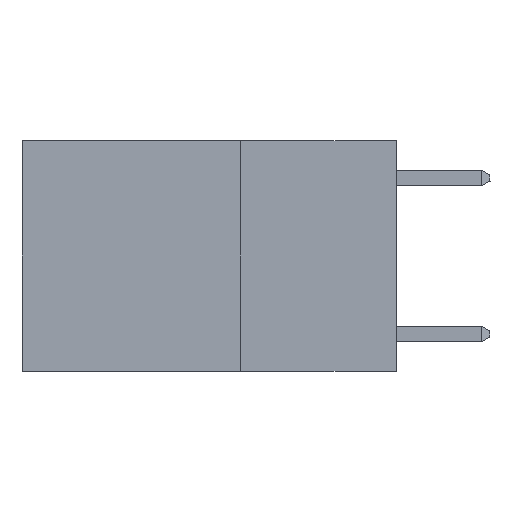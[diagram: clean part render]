
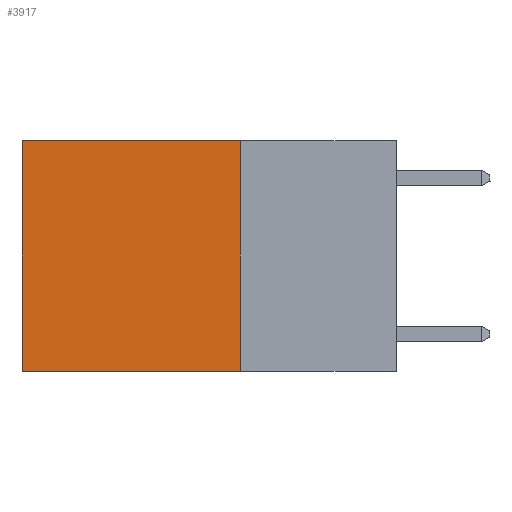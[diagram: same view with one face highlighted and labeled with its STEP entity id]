
A CAD part, left-side view. The second image highlights one B-rep face of the part: STEP entity #3917.
In plain terms, the highlighted planar face has unit normal (-1, 0, 0).
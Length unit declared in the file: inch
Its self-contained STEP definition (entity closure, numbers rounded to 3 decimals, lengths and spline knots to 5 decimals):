
#399 = DIRECTION ( 'NONE',  ( 0., 1., 0. ) ) ;
#735 = CARTESIAN_POINT ( 'NONE',  ( 0.2625, 0.6, -0.37 ) ) ;
#1165 = CARTESIAN_POINT ( 'NONE',  ( 0.2625, 0.6, 0. ) ) ;
#1208 = DIRECTION ( 'NONE',  ( 0., 0., -1. ) ) ;
#1245 = VECTOR ( 'NONE', #7122, 39.37008 ) ;
#1410 = CARTESIAN_POINT ( 'NONE',  ( 0.2625, 0.25, -0.37 ) ) ;
#1509 = CARTESIAN_POINT ( 'NONE',  ( 0.2625, 0.25, 0. ) ) ;
#1615 = ORIENTED_EDGE ( 'NONE', *, *, #7595, .T. ) ;
#2181 = EDGE_CURVE ( 'NONE', #7964, #4857, #2445, .T. ) ;
#2445 = LINE ( 'NONE', #1165, #8289 ) ;
#3159 = LINE ( 'NONE', #1509, #1245 ) ;
#3275 = CARTESIAN_POINT ( 'NONE',  ( 0.2625, 0.25, 0. ) ) ;
#3917 = ADVANCED_FACE ( 'NONE', ( #7037 ), #6659, .F. ) ;
#4857 = VERTEX_POINT ( 'NONE', #735 ) ;
#5529 = EDGE_LOOP ( 'NONE', ( #6656, #8973, #7130, #1615 ) ) ;
#6085 = CARTESIAN_POINT ( 'NONE',  ( 0.2625, 0.25, -0.37 ) ) ;
#6240 = CARTESIAN_POINT ( 'NONE',  ( 0.2625, 0.25, 0. ) ) ;
#6656 = ORIENTED_EDGE ( 'NONE', *, *, #2181, .T. ) ;
#6659 = PLANE ( 'NONE',  #7380 ) ;
#6662 = LINE ( 'NONE', #3275, #8746 ) ;
#6784 = CARTESIAN_POINT ( 'NONE',  ( 0.2625, 0.6, 0. ) ) ;
#6868 = DIRECTION ( 'NONE',  ( 0., 0., -1. ) ) ;
#6891 = DIRECTION ( 'NONE',  ( 1., 0., 0. ) ) ;
#6896 = CARTESIAN_POINT ( 'NONE',  ( 0.2625, 0.25, 0. ) ) ;
#7037 = FACE_OUTER_BOUND ( 'NONE', #5529, .T. ) ;
#7122 = DIRECTION ( 'NONE',  ( 0., 1., 0. ) ) ;
#7130 = ORIENTED_EDGE ( 'NONE', *, *, #7694, .F. ) ;
#7380 = AXIS2_PLACEMENT_3D ( 'NONE', #6896, #6891, #6868 ) ;
#7400 = EDGE_CURVE ( 'NONE', #7531, #4857, #9573, .T. ) ;
#7531 = VERTEX_POINT ( 'NONE', #1410 ) ;
#7595 = EDGE_CURVE ( 'NONE', #8731, #7964, #3159, .T. ) ;
#7694 = EDGE_CURVE ( 'NONE', #8731, #7531, #6662, .T. ) ;
#7964 = VERTEX_POINT ( 'NONE', #6784 ) ;
#8005 = DIRECTION ( 'NONE',  ( 0., 0., -1. ) ) ;
#8289 = VECTOR ( 'NONE', #1208, 39.37008 ) ;
#8731 = VERTEX_POINT ( 'NONE', #6240 ) ;
#8746 = VECTOR ( 'NONE', #8005, 39.37008 ) ;
#8973 = ORIENTED_EDGE ( 'NONE', *, *, #7400, .F. ) ;
#9573 = LINE ( 'NONE', #6085, #9836 ) ;
#9836 = VECTOR ( 'NONE', #399, 39.37008 ) ;
